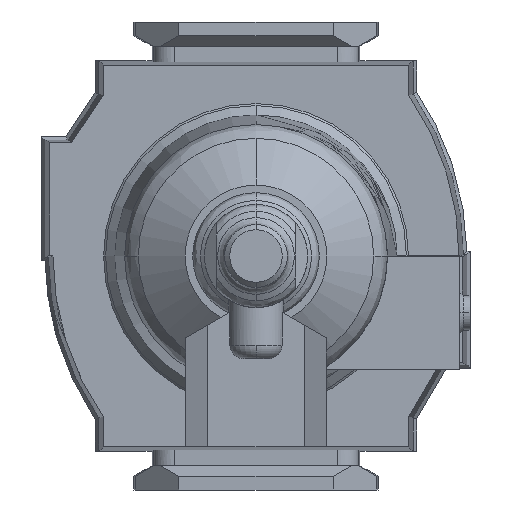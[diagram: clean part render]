
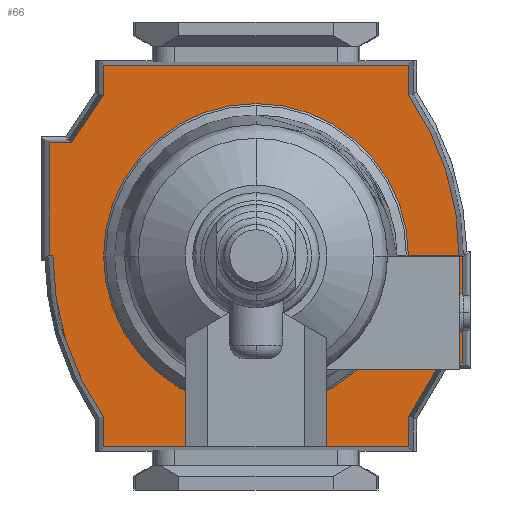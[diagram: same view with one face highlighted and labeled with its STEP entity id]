
A CAD part, front view. The second image highlights one B-rep face of the part: STEP entity #66.
In plain terms, the highlighted planar face has unit normal (0, -1, 0).
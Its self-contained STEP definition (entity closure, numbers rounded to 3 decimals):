
#66 = ADVANCED_FACE ( 'NONE', ( #1912 ), #6143, .T. ) ;
#75 = DIRECTION ( 'NONE',  ( 0., 0., 1. ) ) ;
#147 = DIRECTION ( 'NONE',  ( 0., 1., 0. ) ) ;
#203 = EDGE_LOOP ( 'NONE', ( #4193, #2304, #6227, #7693, #12549, #1579, #2238, #6065, #5811, #4407, #9259, #2585, #10155, #8695, #7391, #1576, #13164 ) ) ;
#354 = VERTEX_POINT ( 'NONE', #5348 ) ;
#576 = CARTESIAN_POINT ( 'NONE',  ( -23.383, -38.5, 22.2 ) ) ;
#623 = EDGE_CURVE ( 'NONE', #3773, #1992, #10283, .T. ) ;
#661 = CARTESIAN_POINT ( 'NONE',  ( 27.75, -38.5, -22.2 ) ) ;
#693 = CARTESIAN_POINT ( 'NONE',  ( -15.5, -38.5, -26.8 ) ) ;
#799 = LINE ( 'NONE', #3801, #5342 ) ;
#877 = VECTOR ( 'NONE', #6993, 1000. ) ;
#930 = DIRECTION ( 'NONE',  ( 0.831, 0., -0.557 ) ) ;
#963 = VERTEX_POINT ( 'NONE', #1059 ) ;
#1014 = CARTESIAN_POINT ( 'NONE',  ( 16.5, -38.5, 26.8 ) ) ;
#1059 = CARTESIAN_POINT ( 'NONE',  ( -0.1, -38.5, -30. ) ) ;
#1071 = DIRECTION ( 'NONE',  ( -1., 0., 0. ) ) ;
#1203 = CARTESIAN_POINT ( 'NONE',  ( -27.75, -38.5, -22.2 ) ) ;
#1248 = EDGE_CURVE ( 'NONE', #5495, #3341, #2329, .T. ) ;
#1296 = CARTESIAN_POINT ( 'NONE',  ( 0., -38.5, 11.6 ) ) ;
#1363 = CARTESIAN_POINT ( 'NONE',  ( 27.75, -38.5, -22.2 ) ) ;
#1388 = AXIS2_PLACEMENT_3D ( 'NONE', #9697, #4414, #6680 ) ;
#1576 = ORIENTED_EDGE ( 'NONE', *, *, #3629, .F. ) ;
#1579 = ORIENTED_EDGE ( 'NONE', *, *, #10654, .F. ) ;
#1665 = CARTESIAN_POINT ( 'NONE',  ( 16.5, -38.5, 30. ) ) ;
#1866 = AXIS2_PLACEMENT_3D ( 'NONE', #9606, #11596, #4514 ) ;
#1868 = VECTOR ( 'NONE', #9668, 1000. ) ;
#1875 = CIRCLE ( 'NONE', #11496, 41.1 ) ;
#1912 = FACE_OUTER_BOUND ( 'NONE', #203, .T. ) ;
#1935 = VECTOR ( 'NONE', #2445, 1000. ) ;
#1992 = VERTEX_POINT ( 'NONE', #693 ) ;
#2238 = ORIENTED_EDGE ( 'NONE', *, *, #8468, .F. ) ;
#2279 = EDGE_CURVE ( 'NONE', #10077, #12347, #5982, .T. ) ;
#2304 = ORIENTED_EDGE ( 'NONE', *, *, #7016, .F. ) ;
#2329 = LINE ( 'NONE', #1363, #1935 ) ;
#2434 = CARTESIAN_POINT ( 'NONE',  ( 16.5, -38.5, 30. ) ) ;
#2445 = DIRECTION ( 'NONE',  ( 0., 0., -1. ) ) ;
#2585 = ORIENTED_EDGE ( 'NONE', *, *, #8429, .F. ) ;
#2863 = DIRECTION ( 'NONE',  ( 0., -1., 0. ) ) ;
#2941 = VERTEX_POINT ( 'NONE', #9316 ) ;
#3341 = VERTEX_POINT ( 'NONE', #661 ) ;
#3347 = LINE ( 'NONE', #8476, #3434 ) ;
#3434 = VECTOR ( 'NONE', #75, 1000. ) ;
#3443 = EDGE_CURVE ( 'NONE', #9822, #12471, #4327, .T. ) ;
#3514 = CARTESIAN_POINT ( 'NONE',  ( -0.1, -38.5, -30. ) ) ;
#3539 = EDGE_CURVE ( 'NONE', #9883, #963, #6516, .T. ) ;
#3629 = EDGE_CURVE ( 'NONE', #6801, #10077, #9958, .T. ) ;
#3773 = VERTEX_POINT ( 'NONE', #10131 ) ;
#3801 = CARTESIAN_POINT ( 'NONE',  ( 23.362, -38.5, 22.2 ) ) ;
#3908 = CARTESIAN_POINT ( 'NONE',  ( -15.5, -38.5, -26.8 ) ) ;
#3934 = CARTESIAN_POINT ( 'NONE',  ( 0.1, -38.5, 29.5 ) ) ;
#4193 = ORIENTED_EDGE ( 'NONE', *, *, #5024, .F. ) ;
#4327 = LINE ( 'NONE', #10570, #7056 ) ;
#4344 = CARTESIAN_POINT ( 'NONE',  ( -27.75, -38.5, -22.2 ) ) ;
#4407 = ORIENTED_EDGE ( 'NONE', *, *, #4832, .F. ) ;
#4414 = DIRECTION ( 'NONE',  ( 0., 1., 0. ) ) ;
#4514 = DIRECTION ( 'NONE',  ( 0., 0., 1. ) ) ;
#4636 = DIRECTION ( 'NONE',  ( -1., 0., 0. ) ) ;
#4678 = VECTOR ( 'NONE', #10423, 1000. ) ;
#4777 = CARTESIAN_POINT ( 'NONE',  ( 23.383, -38.5, -22.2 ) ) ;
#4832 = EDGE_CURVE ( 'NONE', #12471, #354, #799, .T. ) ;
#4835 = DIRECTION ( 'NONE',  ( 1., 0., 0. ) ) ;
#4842 = DIRECTION ( 'NONE',  ( 1., 0., 0. ) ) ;
#4977 = CARTESIAN_POINT ( 'NONE',  ( 27.75, -38.5, 22.2 ) ) ;
#5024 = EDGE_CURVE ( 'NONE', #2941, #12487, #10458, .T. ) ;
#5055 = DIRECTION ( 'NONE',  ( 0., 0., 1. ) ) ;
#5138 = VERTEX_POINT ( 'NONE', #6717 ) ;
#5142 = LINE ( 'NONE', #11334, #877 ) ;
#5342 = VECTOR ( 'NONE', #930, 1000. ) ;
#5348 = CARTESIAN_POINT ( 'NONE',  ( 23.362, -38.5, 22.2 ) ) ;
#5440 = DIRECTION ( 'NONE',  ( 0., 0., 1. ) ) ;
#5464 = EDGE_CURVE ( 'NONE', #963, #3773, #12822, .T. ) ;
#5495 = VERTEX_POINT ( 'NONE', #9021 ) ;
#5569 = VECTOR ( 'NONE', #7898, 1000. ) ;
#5640 = CARTESIAN_POINT ( 'NONE',  ( -0.1, -38.5, -29.5 ) ) ;
#5811 = ORIENTED_EDGE ( 'NONE', *, *, #9460, .F. ) ;
#5982 = CIRCLE ( 'NONE', #1388, 41.1 ) ;
#5993 = VECTOR ( 'NONE', #12745, 1000. ) ;
#6065 = ORIENTED_EDGE ( 'NONE', *, *, #1248, .F. ) ;
#6143 = PLANE ( 'NONE',  #7631 ) ;
#6227 = ORIENTED_EDGE ( 'NONE', *, *, #623, .F. ) ;
#6240 = VECTOR ( 'NONE', #4842, 1000. ) ;
#6278 = VECTOR ( 'NONE', #4636, 1000. ) ;
#6516 = LINE ( 'NONE', #3514, #1868 ) ;
#6680 = DIRECTION ( 'NONE',  ( 0., 0., 1. ) ) ;
#6717 = CARTESIAN_POINT ( 'NONE',  ( 0.1, -38.5, 30. ) ) ;
#6773 = VECTOR ( 'NONE', #5055, 1000. ) ;
#6801 = VERTEX_POINT ( 'NONE', #9551 ) ;
#6993 = DIRECTION ( 'NONE',  ( -0.863, 0., 0.506 ) ) ;
#7015 = DIRECTION ( 'NONE',  ( 0., 0., -1. ) ) ;
#7016 = EDGE_CURVE ( 'NONE', #1992, #2941, #5142, .T. ) ;
#7056 = VECTOR ( 'NONE', #10513, 1000. ) ;
#7214 = VERTEX_POINT ( 'NONE', #3934 ) ;
#7391 = ORIENTED_EDGE ( 'NONE', *, *, #2279, .F. ) ;
#7631 = AXIS2_PLACEMENT_3D ( 'NONE', #10387, #2863, #7015 ) ;
#7693 = ORIENTED_EDGE ( 'NONE', *, *, #5464, .F. ) ;
#7705 = CARTESIAN_POINT ( 'NONE',  ( 0., -38.5, 29.5 ) ) ;
#7898 = DIRECTION ( 'NONE',  ( 0., 0., 1. ) ) ;
#8079 = LINE ( 'NONE', #4977, #4678 ) ;
#8212 = VERTEX_POINT ( 'NONE', #13048 ) ;
#8429 = EDGE_CURVE ( 'NONE', #5138, #9822, #11731, .T. ) ;
#8468 = EDGE_CURVE ( 'NONE', #3341, #8212, #8773, .T. ) ;
#8476 = CARTESIAN_POINT ( 'NONE',  ( 0.1, -38.5, 30. ) ) ;
#8695 = ORIENTED_EDGE ( 'NONE', *, *, #9264, .F. ) ;
#8773 = LINE ( 'NONE', #4777, #6278 ) ;
#8939 = LINE ( 'NONE', #13121, #5569 ) ;
#9021 = CARTESIAN_POINT ( 'NONE',  ( 27.75, -38.5, 22.2 ) ) ;
#9259 = ORIENTED_EDGE ( 'NONE', *, *, #3443, .F. ) ;
#9264 = EDGE_CURVE ( 'NONE', #12347, #7214, #11274, .T. ) ;
#9316 = CARTESIAN_POINT ( 'NONE',  ( -23.35, -38.5, -22.2 ) ) ;
#9460 = EDGE_CURVE ( 'NONE', #354, #5495, #8079, .T. ) ;
#9551 = CARTESIAN_POINT ( 'NONE',  ( -27.75, -38.5, 22.2 ) ) ;
#9606 = CARTESIAN_POINT ( 'NONE',  ( 0., -38.5, -11.6 ) ) ;
#9668 = DIRECTION ( 'NONE',  ( 0., 0., -1. ) ) ;
#9697 = CARTESIAN_POINT ( 'NONE',  ( 0., -38.5, -11.6 ) ) ;
#9822 = VERTEX_POINT ( 'NONE', #2434 ) ;
#9883 = VERTEX_POINT ( 'NONE', #5640 ) ;
#9958 = LINE ( 'NONE', #576, #6240 ) ;
#10077 = VERTEX_POINT ( 'NONE', #11178 ) ;
#10131 = CARTESIAN_POINT ( 'NONE',  ( -15.5, -38.5, -30. ) ) ;
#10155 = ORIENTED_EDGE ( 'NONE', *, *, #12323, .F. ) ;
#10283 = LINE ( 'NONE', #3908, #6773 ) ;
#10387 = CARTESIAN_POINT ( 'NONE',  ( -28.86, -38.5, 31.2 ) ) ;
#10423 = DIRECTION ( 'NONE',  ( 1., 0., 0. ) ) ;
#10458 = LINE ( 'NONE', #1203, #12139 ) ;
#10513 = DIRECTION ( 'NONE',  ( 0., 0., -1. ) ) ;
#10570 = CARTESIAN_POINT ( 'NONE',  ( 16.5, -38.5, 26.8 ) ) ;
#10654 = EDGE_CURVE ( 'NONE', #8212, #9883, #1875, .T. ) ;
#11178 = CARTESIAN_POINT ( 'NONE',  ( -23.383, -38.5, 22.2 ) ) ;
#11274 = CIRCLE ( 'NONE', #1866, 41.1 ) ;
#11334 = CARTESIAN_POINT ( 'NONE',  ( -23.35, -38.5, -22.2 ) ) ;
#11496 = AXIS2_PLACEMENT_3D ( 'NONE', #1296, #147, #5440 ) ;
#11596 = DIRECTION ( 'NONE',  ( 0., 1., 0. ) ) ;
#11731 = LINE ( 'NONE', #1665, #11960 ) ;
#11792 = CARTESIAN_POINT ( 'NONE',  ( -15.5, -38.5, -30. ) ) ;
#11960 = VECTOR ( 'NONE', #4835, 1000. ) ;
#12139 = VECTOR ( 'NONE', #1071, 1000. ) ;
#12323 = EDGE_CURVE ( 'NONE', #7214, #5138, #3347, .T. ) ;
#12347 = VERTEX_POINT ( 'NONE', #7705 ) ;
#12471 = VERTEX_POINT ( 'NONE', #1014 ) ;
#12487 = VERTEX_POINT ( 'NONE', #4344 ) ;
#12549 = ORIENTED_EDGE ( 'NONE', *, *, #3539, .F. ) ;
#12581 = EDGE_CURVE ( 'NONE', #12487, #6801, #8939, .T. ) ;
#12745 = DIRECTION ( 'NONE',  ( -1., 0., 0. ) ) ;
#12822 = LINE ( 'NONE', #11792, #5993 ) ;
#13048 = CARTESIAN_POINT ( 'NONE',  ( 23.383, -38.5, -22.2 ) ) ;
#13121 = CARTESIAN_POINT ( 'NONE',  ( -27.75, -38.5, 22.2 ) ) ;
#13164 = ORIENTED_EDGE ( 'NONE', *, *, #12581, .F. ) ;
